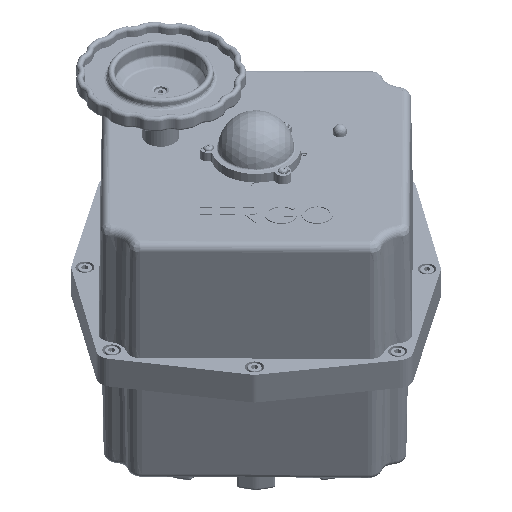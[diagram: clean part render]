
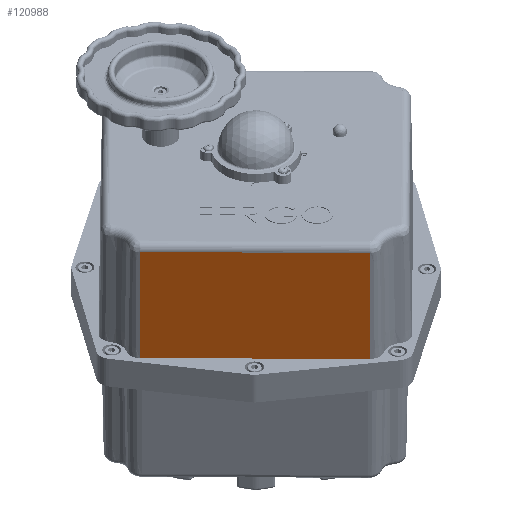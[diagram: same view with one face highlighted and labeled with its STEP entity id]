
A CAD part, isometric view. The second image highlights one B-rep face of the part: STEP entity #120988.
In plain terms, the highlighted planar face has unit normal (-0.711, -0.703, 0.018).
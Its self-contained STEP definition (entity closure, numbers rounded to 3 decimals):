
#628 = LINE ( 'NONE', #32588, #176351 ) ;
#1366 = CARTESIAN_POINT ( 'NONE',  ( -19470.464, 12515.044, 27822.136 ) ) ;
#23212 = LINE ( 'NONE', #85996, #95774 ) ;
#30277 = DIRECTION ( 'NONE',  ( 0.703, -0.711, 0. ) ) ;
#32588 = CARTESIAN_POINT ( 'NONE',  ( -19375.937, 12417.508, 27746.448 ) ) ;
#32919 = ORIENTED_EDGE ( 'NONE', *, *, #37412, .F. ) ;
#37412 = EDGE_CURVE ( 'NONE', #129029, #144453, #628, .T. ) ;
#48964 = CARTESIAN_POINT ( 'NONE',  ( -19471.404, 12514.116, 27746.448 ) ) ;
#49661 = DIRECTION ( 'NONE',  ( -0.703, 0.711, 0. ) ) ;
#52397 = CARTESIAN_POINT ( 'NONE',  ( -19374.997, 12418.436, 27822.136 ) ) ;
#59175 = VERTEX_POINT ( 'NONE', #52397 ) ;
#62458 = DIRECTION ( 'NONE',  ( -0.703, 0.711, 0. ) ) ;
#69088 = DIRECTION ( 'NONE',  ( -0.711, -0.703, 0.017 ) ) ;
#76531 = EDGE_CURVE ( 'NONE', #144453, #95544, #23212, .T. ) ;
#79450 = AXIS2_PLACEMENT_3D ( 'NONE', #162874, #69088, #49661 ) ;
#79491 = ORIENTED_EDGE ( 'NONE', *, *, #130934, .T. ) ;
#85996 = CARTESIAN_POINT ( 'NONE',  ( -19471.404, 12514.116, 27746.448 ) ) ;
#86665 = ORIENTED_EDGE ( 'NONE', *, *, #153879, .F. ) ;
#94399 = CARTESIAN_POINT ( 'NONE',  ( -19375.937, 12417.508, 27746.448 ) ) ;
#95544 = VERTEX_POINT ( 'NONE', #186523 ) ;
#95774 = VECTOR ( 'NONE', #196276, 1000. ) ;
#105357 = EDGE_LOOP ( 'NONE', ( #86665, #121268, #32919, #79491 ) ) ;
#111422 = PLANE ( 'NONE',  #79450 ) ;
#120988 = ADVANCED_FACE ( 'NONE', ( #143389 ), #111422, .T. ) ;
#121268 = ORIENTED_EDGE ( 'NONE', *, *, #76531, .F. ) ;
#129029 = VERTEX_POINT ( 'NONE', #184861 ) ;
#130934 = EDGE_CURVE ( 'NONE', #129029, #59175, #189214, .T. ) ;
#143389 = FACE_OUTER_BOUND ( 'NONE', #105357, .T. ) ;
#144453 = VERTEX_POINT ( 'NONE', #48964 ) ;
#153879 = EDGE_CURVE ( 'NONE', #95544, #59175, #171378, .T. ) ;
#156295 = DIRECTION ( 'NONE',  ( 0.012, 0.012, 1. ) ) ;
#162874 = CARTESIAN_POINT ( 'NONE',  ( -19376.061, 12417.385, 27736.448 ) ) ;
#171378 = LINE ( 'NONE', #1366, #171813 ) ;
#171813 = VECTOR ( 'NONE', #30277, 1000. ) ;
#176351 = VECTOR ( 'NONE', #62458, 1000. ) ;
#184490 = VECTOR ( 'NONE', #156295, 1000. ) ;
#184861 = CARTESIAN_POINT ( 'NONE',  ( -19375.937, 12417.508, 27746.448 ) ) ;
#186523 = CARTESIAN_POINT ( 'NONE',  ( -19470.464, 12515.044, 27822.136 ) ) ;
#189214 = LINE ( 'NONE', #94399, #184490 ) ;
#196276 = DIRECTION ( 'NONE',  ( 0.012, 0.012, 1. ) ) ;
